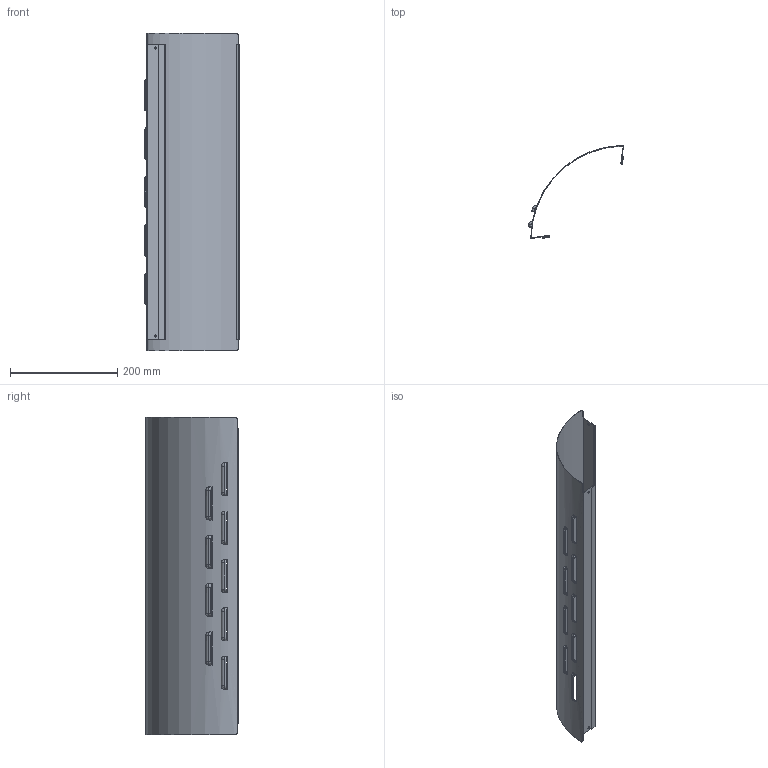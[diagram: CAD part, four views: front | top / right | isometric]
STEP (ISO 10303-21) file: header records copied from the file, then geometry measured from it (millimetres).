
FILE_DESCRIPTION((''),'2;1');
FILE_NAME('HINT-TM-063.stp','2014-03-06T07:46:50',(''),(''),'Autodesk Inventor 2013','Autodesk Inventor 2013','');
FILE_SCHEMA(('AUTOMOTIVE_DESIGN { 1 2 10303 214 0 1 1 1 }'));
Length unit declared in the file: millimetre
Products named in the file (1): HINT-TM-063
Bounding box: 176.7 x 172.14 x 590 mm (x, y, z)
Volume: 106466.4 mm3; surface area: 427148.5 mm2
Topology: 1 solids, 1 shells, 256 faces, 633 edges, 379 vertices
Faces by surface type: plane 94, bspline 93, cylinder 69
Full cylindrical faces by diameter (mm): 4 x4
Entity records: 11175 total; most frequent: CARTESIAN_POINT 5620, ORIENTED_EDGE 1258, DIRECTION 959, EDGE_CURVE 629, VERTEX_POINT 379, AXIS2_PLACEMENT_3D 354, EDGE_LOOP 286, FACE_OUTER_BOUND 256
